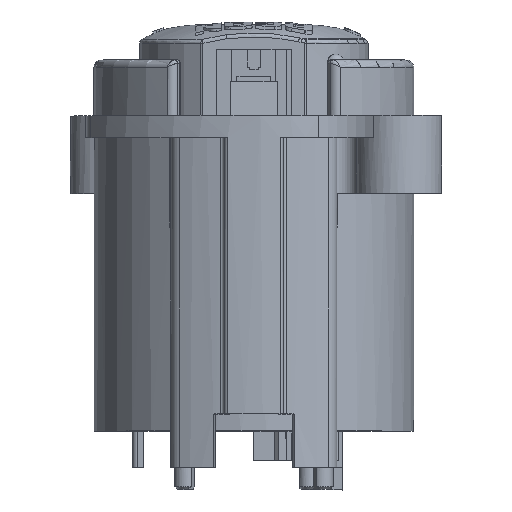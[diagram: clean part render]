
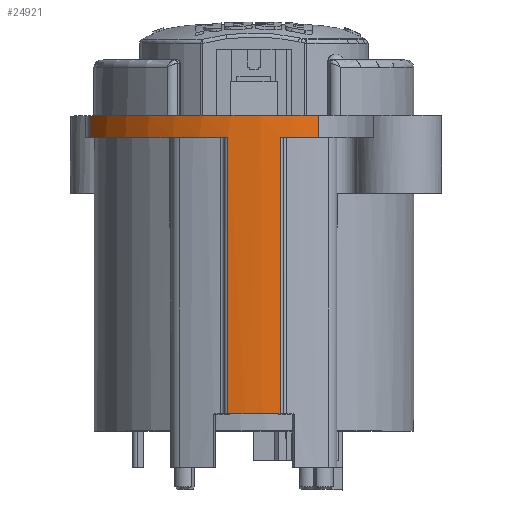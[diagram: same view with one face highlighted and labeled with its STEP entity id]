
A CAD part, top view. The second image highlights one B-rep face of the part: STEP entity #24921.
In plain terms, the highlighted cylindrical face has radius 12.5 mm (diameter 25 mm), a partial arc.
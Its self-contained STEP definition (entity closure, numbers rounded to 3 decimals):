
#7434=CARTESIAN_POINT('',(0.,32.352,
12.5));
#7435=DIRECTION('',(0.,1.,0.));
#7436=DIRECTION('',(0.143,0.,0.99));
#7437=AXIS2_PLACEMENT_3D('',#7434,#7435,#7436);
#7453=CARTESIAN_POINT('',(0.,32.352,
12.5));
#7454=DIRECTION('',(0.,-1.,0.));
#7455=DIRECTION('',(-0.143,0.,0.99));
#7456=AXIS2_PLACEMENT_3D('',#7453,#7454,#7455);
#7458=DIRECTION('',(0.,1.,0.));
#7459=VECTOR('',#7458,1.5);
#7460=CARTESIAN_POINT('',(-11.1,32.352,18.248));
#7461=LINE('',#7460,#7459);
#7462=CARTESIAN_POINT('',(0.,33.852,
12.5));
#7463=DIRECTION('',(0.,1.,0.));
#7464=DIRECTION('',(-0.888,0.,0.46));
#7465=AXIS2_PLACEMENT_3D('',#7462,#7463,#7464);
#7467=DIRECTION('',(0.,-1.,0.));
#7468=VECTOR('',#7467,1.5);
#7469=CARTESIAN_POINT('',(4.392,33.852,24.203));
#7470=LINE('',#7469,#7468);
#7471=DIRECTION('',(0.,-1.,0.));
#7472=VECTOR('',#7471,18.85);
#7473=CARTESIAN_POINT('',(1.786,32.352,24.872));
#7474=LINE('',#7473,#7472);
#7540=DIRECTION('',(0.,-1.,0.));
#7541=VECTOR('',#7540,18.85);
#7542=CARTESIAN_POINT('',(-1.786,32.352,24.872));
#7543=LINE('',#7542,#7541);
#7572=CARTESIAN_POINT('',(0.,13.502,
12.5));
#7573=DIRECTION('',(0.,1.,0.));
#7574=DIRECTION('',(-0.143,0.,0.99));
#7575=AXIS2_PLACEMENT_3D('',#7572,#7573,#7574);
#14321=CARTESIAN_POINT('',(-1.786,13.502,
24.872));
#14322=VERTEX_POINT('',#14321);
#14323=CARTESIAN_POINT('',(1.786,13.502,24.872));
#14324=VERTEX_POINT('',#14323);
#14348=CARTESIAN_POINT('',(-1.786,32.352,
24.872));
#14349=VERTEX_POINT('',#14348);
#14350=CARTESIAN_POINT('',(1.786,32.352,24.872));
#14351=VERTEX_POINT('',#14350);
#14352=CARTESIAN_POINT('',(4.392,33.852,24.203));
#14353=CARTESIAN_POINT('',(4.392,32.352,24.203));
#14354=VERTEX_POINT('',#14352);
#14355=VERTEX_POINT('',#14353);
#14793=CARTESIAN_POINT('',(-11.1,32.352,
18.248));
#14795=VERTEX_POINT('',#14793);
#15169=CARTESIAN_POINT('',(-11.1,33.852,
18.248));
#15171=VERTEX_POINT('',#15169);
#24901=CARTESIAN_POINT('',(0.,37.352,
12.5));
#24902=DIRECTION('',(0.,-1.,0.));
#24903=DIRECTION('',(-0.888,0.,0.46));
#24904=AXIS2_PLACEMENT_3D('',#24901,#24902,#24903);
#24905=CYLINDRICAL_SURFACE('',#24904,12.5);
#24907=ORIENTED_EDGE('',*,*,#24906,.T.);
#24909=ORIENTED_EDGE('',*,*,#24908,.T.);
#24910=ORIENTED_EDGE('',*,*,#21998,.T.);
#24911=ORIENTED_EDGE('',*,*,#24896,.T.);
#24912=ORIENTED_EDGE('',*,*,#24883,.F.);
#24914=ORIENTED_EDGE('',*,*,#24913,.T.);
#24916=ORIENTED_EDGE('',*,*,#24915,.F.);
#24918=ORIENTED_EDGE('',*,*,#24917,.F.);
#24919=EDGE_LOOP('',(#24907,#24909,#24910,#24911,#24912,#24914,#24916,#24918));
#24920=FACE_OUTER_BOUND('',#24919,.F.);
#7438=CIRCLE('',#7437,12.5);
#7457=CIRCLE('',#7456,12.5);
#7466=CIRCLE('',#7465,12.5);
#7576=CIRCLE('',#7575,12.5);
#21998=EDGE_CURVE('',#15171,#14354,#7466,.T.);
#24883=EDGE_CURVE('',#14351,#14355,#7438,.T.);
#24896=EDGE_CURVE('',#14354,#14355,#7470,.T.);
#24906=EDGE_CURVE('',#14349,#14795,#7457,.T.);
#24908=EDGE_CURVE('',#14795,#15171,#7461,.T.);
#24913=EDGE_CURVE('',#14351,#14324,#7474,.T.);
#24915=EDGE_CURVE('',#14322,#14324,#7576,.T.);
#24917=EDGE_CURVE('',#14349,#14322,#7543,.T.);
#24921=ADVANCED_FACE('',(#24920),#24905,.T.);
